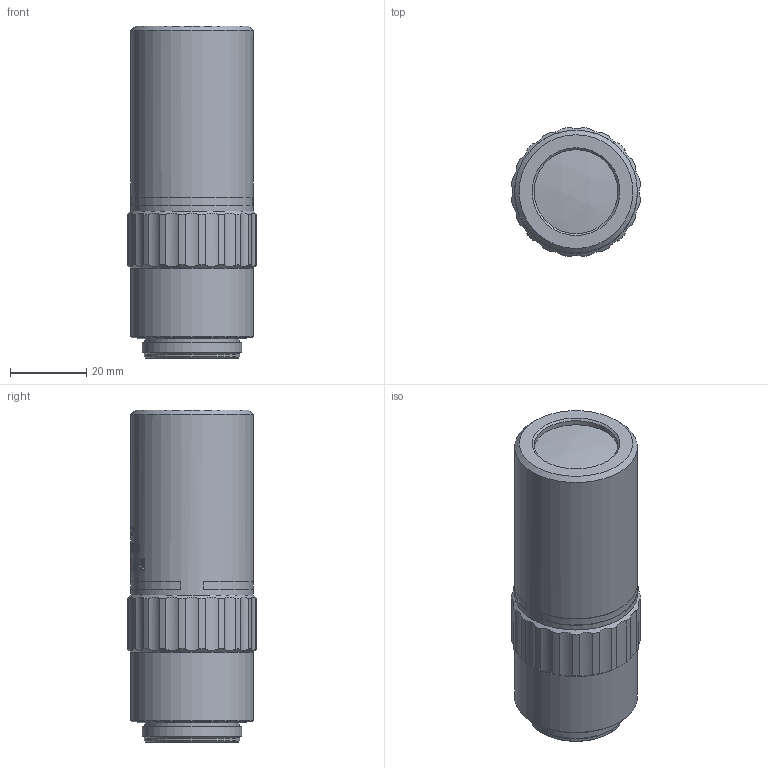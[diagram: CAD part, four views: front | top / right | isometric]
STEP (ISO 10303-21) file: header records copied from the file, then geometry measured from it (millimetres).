
FILE_DESCRIPTION (( 'STEP AP203' ), '1' );
FILE_NAME ('690135.STEP', '2025-12-17T01:26:36', ( 'Windows User' ), ( 'P R C' ), 'SwSTEP 2.0', 'SolidWorks 2020', '' );
FILE_SCHEMA (( 'CONFIG_CONTROL_DESIGN' ));
Length unit declared in the file: millimetre
Products named in the file (1): 690135
Bounding box: 33.82 x 33.82 x 87 mm (x, y, z)
Volume: 68265.6 mm3; surface area: 10828.8 mm2
Topology: 1 solids, 1 shells, 360 faces, 942 edges, 628 vertices
Faces by surface type: bspline 161, plane 103, cylinder 86, cone 9, sphere 1
Full cylindrical faces by diameter (mm): 22 x2, 24.8 x1, 25 x1, 26 x1, 32.2 x2
Entity records: 36049 total; most frequent: CARTESIAN_POINT 28402, ORIENTED_EDGE 1834, DIRECTION 1045, EDGE_CURVE 917, VERTEX_POINT 621, B_SPLINE_CURVE_WITH_KNOTS 449, EDGE_LOOP 422, AXIS2_PLACEMENT_3D 377
